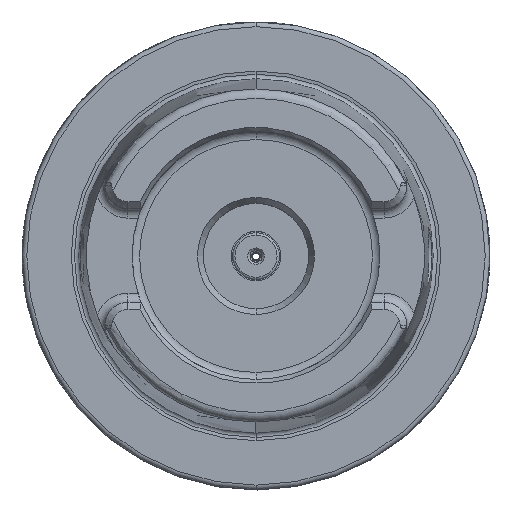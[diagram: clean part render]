
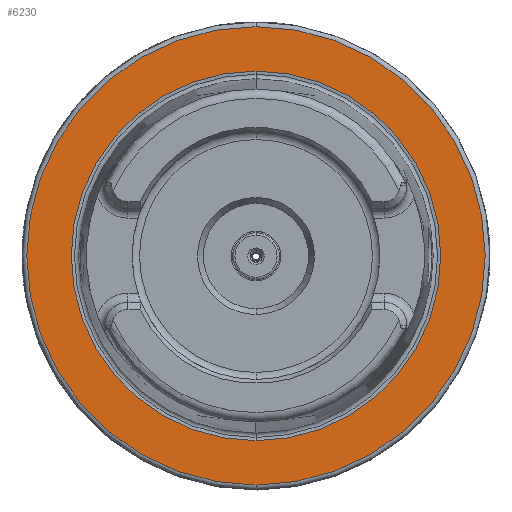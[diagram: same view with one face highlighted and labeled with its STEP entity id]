
A CAD part, top view. The second image highlights one B-rep face of the part: STEP entity #6230.
In plain terms, the highlighted planar face has unit normal (0, 0, 1).
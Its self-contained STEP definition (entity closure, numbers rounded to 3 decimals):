
#1340=CARTESIAN_POINT('',(0,0,29));
#1341=DIRECTION('',(0,0,1));
#1342=DIRECTION('',(0,1,0));
#1343=AXIS2_PLACEMENT_3D('',#1340,#1341,#1342);
#1345=CARTESIAN_POINT('',(0,0,29));
#1346=DIRECTION('',(0,0,-1));
#1347=DIRECTION('',(0,1,0));
#1348=AXIS2_PLACEMENT_3D('',#1345,#1346,#1347);
#1350=CARTESIAN_POINT('',(0,0,29));
#1351=DIRECTION('',(0,0,1));
#1352=DIRECTION('',(0,1,0));
#1353=AXIS2_PLACEMENT_3D('',#1350,#1351,#1352);
#1355=CARTESIAN_POINT('',(0,0,29));
#1356=DIRECTION('',(0,0,1));
#1357=DIRECTION('',(0,-1,0));
#1358=AXIS2_PLACEMENT_3D('',#1355,#1356,#1357);
#4220=CARTESIAN_POINT('',(0,39.499,29));
#4222=VERTEX_POINT('',#4220);
#4256=CARTESIAN_POINT('',(0,-39.499,29));
#4258=VERTEX_POINT('',#4256);
#4268=CARTESIAN_POINT('',(0,49,29));
#4269=CARTESIAN_POINT('',(0.,-49,29));
#4270=VERTEX_POINT('',#4268);
#4271=VERTEX_POINT('',#4269);
#6215=CARTESIAN_POINT('',(0,0,29));
#6216=DIRECTION('',(0,0,-1));
#6217=DIRECTION('',(0,-1,0));
#6218=AXIS2_PLACEMENT_3D('',#6215,#6216,#6217);
#6219=PLANE('',#6218);
#6221=ORIENTED_EDGE('',*,*,#6220,.F.);
#6223=ORIENTED_EDGE('',*,*,#6222,.F.);
#6224=EDGE_LOOP('',(#6221,#6223));
#6225=FACE_OUTER_BOUND('',#6224,.F.);
#6226=ORIENTED_EDGE('',*,*,#6197,.T.);
#6227=ORIENTED_EDGE('',*,*,#6208,.F.);
#6228=EDGE_LOOP('',(#6226,#6227));
#6229=FACE_BOUND('',#6228,.F.);
#6230=ADVANCED_FACE('',(#6225,#6229),#6219,.F.);
#1344=CIRCLE('',#1343,39.499);
#1349=CIRCLE('',#1348,39.499);
#1354=CIRCLE('',#1353,49);
#1359=CIRCLE('',#1358,49);
#6197=EDGE_CURVE('',#4222,#4258,#1344,.T.);
#6208=EDGE_CURVE('',#4222,#4258,#1349,.T.);
#6220=EDGE_CURVE('',#4270,#4271,#1354,.T.);
#6222=EDGE_CURVE('',#4271,#4270,#1359,.T.);
